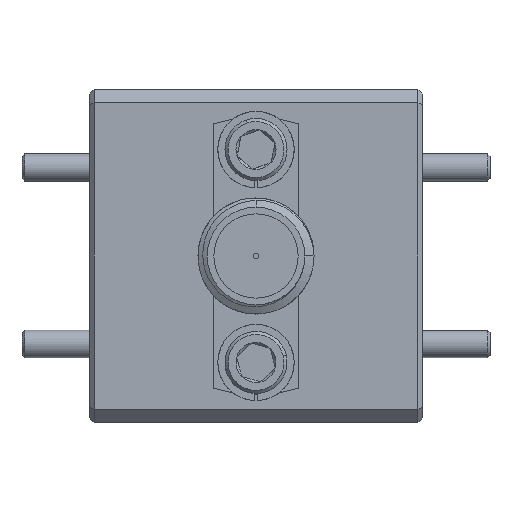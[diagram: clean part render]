
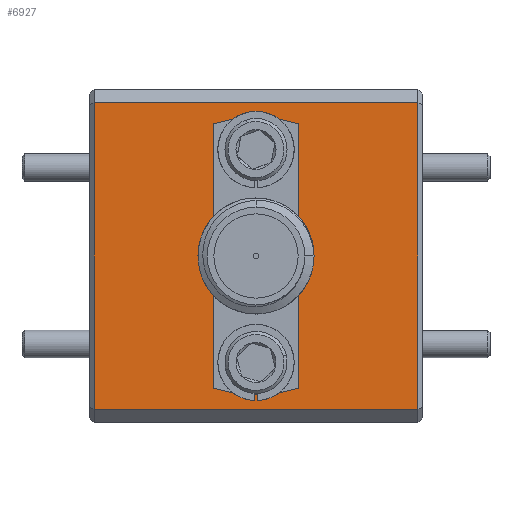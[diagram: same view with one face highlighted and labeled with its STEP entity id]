
A CAD part, front view. The second image highlights one B-rep face of the part: STEP entity #6927.
In plain terms, the highlighted planar face has unit normal (0, -1, 0).
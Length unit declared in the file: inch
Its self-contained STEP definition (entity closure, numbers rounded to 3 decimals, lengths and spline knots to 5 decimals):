
#94 = CARTESIAN_POINT ( 'NONE',  ( 0.095, -0.375, 0.67271 ) ) ;
#168 = DIRECTION ( 'NONE',  ( 0., -1., 0. ) ) ;
#325 = ORIENTED_EDGE ( 'NONE', *, *, #8213, .T. ) ;
#671 = ORIENTED_EDGE ( 'NONE', *, *, #15305, .T. ) ;
#693 = PLANE ( 'NONE',  #4409 ) ;
#1015 = ORIENTED_EDGE ( 'NONE', *, *, #11681, .T. ) ;
#1366 = VECTOR ( 'NONE', #11347, 39.37008 ) ;
#2192 = VERTEX_POINT ( 'NONE', #21813 ) ;
#2312 = CARTESIAN_POINT ( 'NONE',  ( -0.365, -0.375, 0.72 ) ) ;
#2425 = VERTEX_POINT ( 'NONE', #13655 ) ;
#3169 = CARTESIAN_POINT ( 'NONE',  ( -0.375, -0.375, 0.03 ) ) ;
#3224 = VERTEX_POINT ( 'NONE', #94 ) ;
#3505 = VECTOR ( 'NONE', #9279, 39.37008 ) ;
#3597 = CARTESIAN_POINT ( 'NONE',  ( 0.095, -0.375, 0.67271 ) ) ;
#3604 = ORIENTED_EDGE ( 'NONE', *, *, #25555, .F. ) ;
#4409 = AXIS2_PLACEMENT_3D ( 'NONE', #21393, #10906, #9181 ) ;
#4941 = CIRCLE ( 'NONE', #6216, 0.3125 ) ;
#4961 = DIRECTION ( 'NONE',  ( 0., 0., 1. ) ) ;
#5158 = DIRECTION ( 'NONE',  ( 0., 0., -1. ) ) ;
#5412 = EDGE_CURVE ( 'NONE', #3224, #12052, #4941, .T. ) ;
#5713 = VECTOR ( 'NONE', #13212, 39.37008 ) ;
#6216 = AXIS2_PLACEMENT_3D ( 'NONE', #12524, #16218, #6402 ) ;
#6402 = DIRECTION ( 'NONE',  ( 0., 0., 1. ) ) ;
#6927 = ADVANCED_FACE ( 'NONE', ( #10640, #18860 ), #693, .F. ) ;
#6957 = LINE ( 'NONE', #23219, #14987 ) ;
#7256 = ORIENTED_EDGE ( 'NONE', *, *, #18470, .F. ) ;
#7575 = EDGE_CURVE ( 'NONE', #12052, #17218, #23353, .T. ) ;
#7678 = DIRECTION ( 'NONE',  ( 0., 0., 1. ) ) ;
#8213 = EDGE_CURVE ( 'NONE', #21778, #2425, #13181, .T. ) ;
#8250 = DIRECTION ( 'NONE',  ( 0., 0., -1. ) ) ;
#8392 = CARTESIAN_POINT ( 'NONE',  ( -0.095, -0.375, 0.67271 ) ) ;
#9181 = DIRECTION ( 'NONE',  ( 0., 0., 1. ) ) ;
#9279 = DIRECTION ( 'NONE',  ( 1., 0., 0. ) ) ;
#9920 = ORIENTED_EDGE ( 'NONE', *, *, #15320, .T. ) ;
#10640 = FACE_OUTER_BOUND ( 'NONE', #17329, .T. ) ;
#10838 = CARTESIAN_POINT ( 'NONE',  ( -0.095, -0.375, 0.67271 ) ) ;
#10906 = DIRECTION ( 'NONE',  ( 0., 1., 0. ) ) ;
#11075 = LINE ( 'NONE', #19447, #1366 ) ;
#11205 = CARTESIAN_POINT ( 'NONE',  ( -0.365, -0.375, 0.375 ) ) ;
#11347 = DIRECTION ( 'NONE',  ( -1., 0., 0. ) ) ;
#11681 = EDGE_CURVE ( 'NONE', #2425, #15184, #21367, .T. ) ;
#11768 = CARTESIAN_POINT ( 'NONE',  ( 0., -0.375, 0.0625 ) ) ;
#12052 = VERTEX_POINT ( 'NONE', #8392 ) ;
#12223 = CARTESIAN_POINT ( 'NONE',  ( 0., -0.375, 0.375 ) ) ;
#12524 = CARTESIAN_POINT ( 'NONE',  ( 0., -0.375, 0.375 ) ) ;
#13181 = LINE ( 'NONE', #11205, #15776 ) ;
#13212 = DIRECTION ( 'NONE',  ( 0., 0., -1. ) ) ;
#13414 = LINE ( 'NONE', #3597, #22024 ) ;
#13531 = CARTESIAN_POINT ( 'NONE',  ( 0., -0.375, 0.375 ) ) ;
#13655 = CARTESIAN_POINT ( 'NONE',  ( -0.365, -0.375, 0.03 ) ) ;
#14482 = VERTEX_POINT ( 'NONE', #11768 ) ;
#14987 = VECTOR ( 'NONE', #4961, 39.37008 ) ;
#15184 = VERTEX_POINT ( 'NONE', #15854 ) ;
#15305 = EDGE_CURVE ( 'NONE', #23371, #21778, #11075, .T. ) ;
#15320 = EDGE_CURVE ( 'NONE', #15184, #23371, #6957, .T. ) ;
#15668 = CARTESIAN_POINT ( 'NONE',  ( 0.365, -0.375, 0.72 ) ) ;
#15776 = VECTOR ( 'NONE', #19310, 39.37008 ) ;
#15854 = CARTESIAN_POINT ( 'NONE',  ( 0.365, -0.375, 0.03 ) ) ;
#15950 = CIRCLE ( 'NONE', #24093, 0.3125 ) ;
#16125 = EDGE_CURVE ( 'NONE', #17218, #14482, #15950, .T. ) ;
#16218 = DIRECTION ( 'NONE',  ( 0., -1., 0. ) ) ;
#16312 = ORIENTED_EDGE ( 'NONE', *, *, #7575, .F. ) ;
#17218 = VERTEX_POINT ( 'NONE', #17416 ) ;
#17329 = EDGE_LOOP ( 'NONE', ( #325, #1015, #9920, #671 ) ) ;
#17416 = CARTESIAN_POINT ( 'NONE',  ( -0.095, -0.375, 0.07729 ) ) ;
#18470 = EDGE_CURVE ( 'NONE', #2192, #3224, #13414, .T. ) ;
#18860 = FACE_BOUND ( 'NONE', #20811, .T. ) ;
#19310 = DIRECTION ( 'NONE',  ( 0., 0., -1. ) ) ;
#19447 = CARTESIAN_POINT ( 'NONE',  ( 0.375, -0.375, 0.72 ) ) ;
#19707 = ORIENTED_EDGE ( 'NONE', *, *, #16125, .F. ) ;
#19749 = ORIENTED_EDGE ( 'NONE', *, *, #5412, .F. ) ;
#19772 = DIRECTION ( 'NONE',  ( 0., -1., 0. ) ) ;
#20811 = EDGE_LOOP ( 'NONE', ( #16312, #19749, #7256, #3604, #19707 ) ) ;
#21367 = LINE ( 'NONE', #3169, #3505 ) ;
#21393 = CARTESIAN_POINT ( 'NONE',  ( 0.375, -0.375, 0.375 ) ) ;
#21778 = VERTEX_POINT ( 'NONE', #2312 ) ;
#21813 = CARTESIAN_POINT ( 'NONE',  ( 0.095, -0.375, 0.07729 ) ) ;
#22024 = VECTOR ( 'NONE', #7678, 39.37008 ) ;
#22199 = AXIS2_PLACEMENT_3D ( 'NONE', #13531, #19772, #5158 ) ;
#23219 = CARTESIAN_POINT ( 'NONE',  ( 0.365, -0.375, 0.375 ) ) ;
#23353 = LINE ( 'NONE', #10838, #5713 ) ;
#23371 = VERTEX_POINT ( 'NONE', #15668 ) ;
#23907 = CIRCLE ( 'NONE', #22199, 0.3125 ) ;
#24093 = AXIS2_PLACEMENT_3D ( 'NONE', #12223, #168, #8250 ) ;
#25555 = EDGE_CURVE ( 'NONE', #14482, #2192, #23907, .T. ) ;
